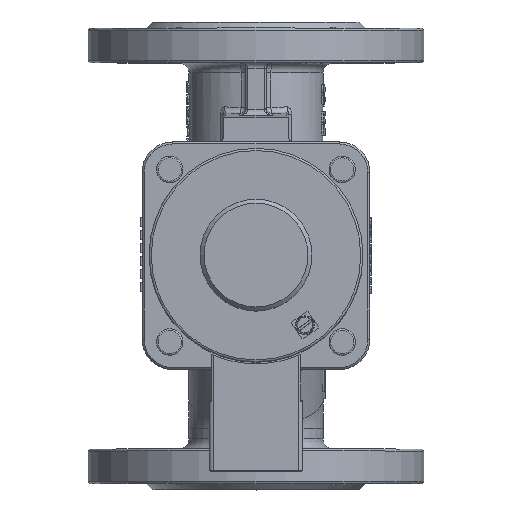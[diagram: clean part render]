
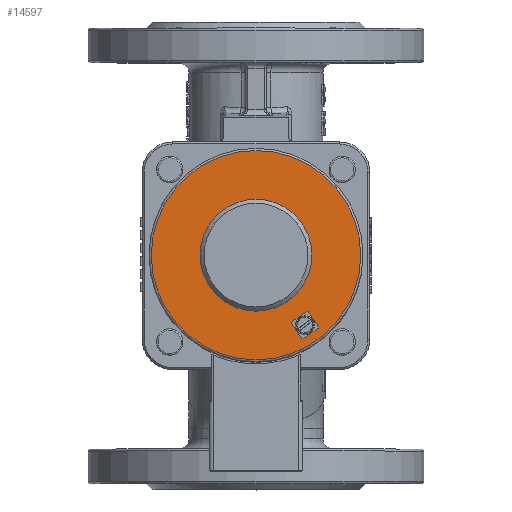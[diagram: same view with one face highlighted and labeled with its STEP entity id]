
A CAD part, top view. The second image highlights one B-rep face of the part: STEP entity #14597.
In plain terms, the highlighted planar face has unit normal (0, 0, 1).
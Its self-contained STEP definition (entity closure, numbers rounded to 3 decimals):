
#276=LINE('',#20705,#1188);
#287=LINE('',#20726,#1199);
#288=LINE('',#20729,#1200);
#290=LINE('',#20733,#1202);
#292=LINE('',#20737,#1204);
#294=LINE('',#20741,#1206);
#296=LINE('',#20745,#1208);
#298=LINE('',#20748,#1210);
#1188=VECTOR('',#16939,9.);
#1199=VECTOR('',#16954,0.707);
#1200=VECTOR('',#16957,0.707);
#1202=VECTOR('',#16961,9.);
#1204=VECTOR('',#16965,0.707);
#1206=VECTOR('',#16969,9.);
#1208=VECTOR('',#16973,0.707);
#1210=VECTOR('',#16977,9.);
#2184=PLANE('',#15599);
#2519=FACE_BOUND('',#3810,.T.);
#2520=FACE_BOUND('',#3811,.T.);
#2866=FACE_OUTER_BOUND('',#3809,.T.);
#3809=EDGE_LOOP('',(#9949));
#3810=EDGE_LOOP('',(#9950,#9951,#9952,#9953,#9954,#9955,#9956,#9957));
#3811=EDGE_LOOP('',(#9958));
#4827=CIRCLE('',#15600,51.5);
#4828=CIRCLE('',#15601,27.5);
#6037=VERTEX_POINT('',#20701);
#6039=VERTEX_POINT('',#20704);
#6047=VERTEX_POINT('',#20724);
#6048=VERTEX_POINT('',#20728);
#6049=VERTEX_POINT('',#20732);
#6050=VERTEX_POINT('',#20736);
#6051=VERTEX_POINT('',#20740);
#6052=VERTEX_POINT('',#20744);
#6053=VERTEX_POINT('',#20750);
#6054=VERTEX_POINT('',#20752);
#7542=EDGE_CURVE('',#6039,#6037,#276,.T.);
#7553=EDGE_CURVE('',#6037,#6047,#287,.T.);
#7554=EDGE_CURVE('',#6048,#6039,#288,.T.);
#7556=EDGE_CURVE('',#6049,#6048,#290,.T.);
#7558=EDGE_CURVE('',#6050,#6049,#292,.T.);
#7560=EDGE_CURVE('',#6051,#6050,#294,.T.);
#7562=EDGE_CURVE('',#6052,#6051,#296,.T.);
#7564=EDGE_CURVE('',#6047,#6052,#298,.T.);
#7565=EDGE_CURVE('',#6053,#6053,#4827,.T.);
#7566=EDGE_CURVE('',#6054,#6054,#4828,.T.);
#9949=ORIENTED_EDGE('',*,*,#7565,.F.);
#9950=ORIENTED_EDGE('',*,*,#7542,.T.);
#9951=ORIENTED_EDGE('',*,*,#7553,.T.);
#9952=ORIENTED_EDGE('',*,*,#7564,.T.);
#9953=ORIENTED_EDGE('',*,*,#7562,.T.);
#9954=ORIENTED_EDGE('',*,*,#7560,.T.);
#9955=ORIENTED_EDGE('',*,*,#7558,.T.);
#9956=ORIENTED_EDGE('',*,*,#7556,.T.);
#9957=ORIENTED_EDGE('',*,*,#7554,.T.);
#9958=ORIENTED_EDGE('',*,*,#7566,.F.);
#14597=ADVANCED_FACE('',(#2866,#2519,#2520),#2184,.T.);
#15599=AXIS2_PLACEMENT_3D('',#20749,#16978,#16979);
#15600=AXIS2_PLACEMENT_3D('',#20751,#16980,#16981);
#15601=AXIS2_PLACEMENT_3D('',#20753,#16982,#16983);
#16939=DIRECTION('',(-0.819,-0.574,0.));
#16954=DIRECTION('',(-0.985,0.174,0.));
#16957=DIRECTION('',(-0.174,-0.985,0.));
#16961=DIRECTION('',(0.574,-0.819,0.));
#16965=DIRECTION('',(0.985,-0.174,0.));
#16969=DIRECTION('',(0.819,0.574,0.));
#16973=DIRECTION('',(0.174,0.985,0.));
#16977=DIRECTION('',(-0.574,0.819,0.));
#16978=DIRECTION('center_axis',(0.,0.,
1.));
#16979=DIRECTION('ref_axis',(1.,0.,0.));
#16980=DIRECTION('center_axis',(0.,0.,
-1.));
#16981=DIRECTION('ref_axis',(0.,1.,0.));
#16982=DIRECTION('center_axis',(0.,0.,
1.));
#16983=DIRECTION('ref_axis',(1.,0.,0.));
#20701=CARTESIAN_POINT('',(23.272,-41.083,229.36));
#20704=CARTESIAN_POINT('',(30.644,-35.921,229.36));
#20705=CARTESIAN_POINT('',(41.019,-28.656,229.36));
#20724=CARTESIAN_POINT('',(22.576,-40.96,229.36));
#20726=CARTESIAN_POINT('',(3.928,-37.672,229.36));
#20728=CARTESIAN_POINT('',(30.767,-35.224,229.36));
#20729=CARTESIAN_POINT('',(37.657,3.848,229.36));
#20732=CARTESIAN_POINT('',(25.605,-27.852,229.36));
#20733=CARTESIAN_POINT('',(2.694,4.868,229.36));
#20736=CARTESIAN_POINT('',(24.909,-27.729,229.36));
#20737=CARTESIAN_POINT('',(6.261,-24.441,229.36));
#20740=CARTESIAN_POINT('',(17.536,-32.891,229.36));
#20741=CARTESIAN_POINT('',(31.187,-23.333,229.36));
#20744=CARTESIAN_POINT('',(17.413,-33.588,229.36));
#20745=CARTESIAN_POINT('',(24.426,6.181,229.36));
#20748=CARTESIAN_POINT('',(-2.63,-4.963,229.36));
#20749=CARTESIAN_POINT('Origin',(0.,51.134,
229.36));
#20750=CARTESIAN_POINT('',(0.,51.5,229.36));
#20751=CARTESIAN_POINT('Origin',(0.,0.,
229.36));
#20752=CARTESIAN_POINT('',(-27.5,0.,229.36));
#20753=CARTESIAN_POINT('Origin',(0.,0.,
229.36));
